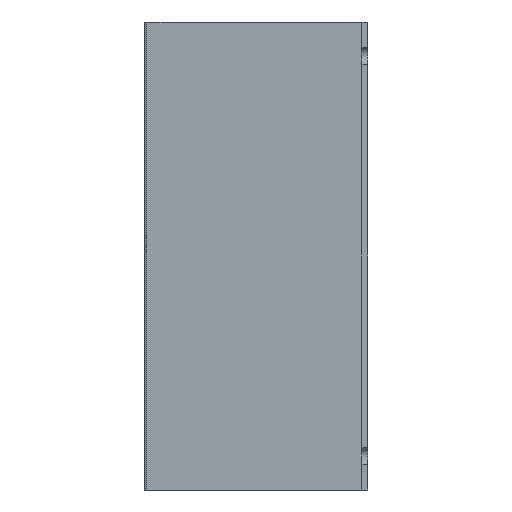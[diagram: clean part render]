
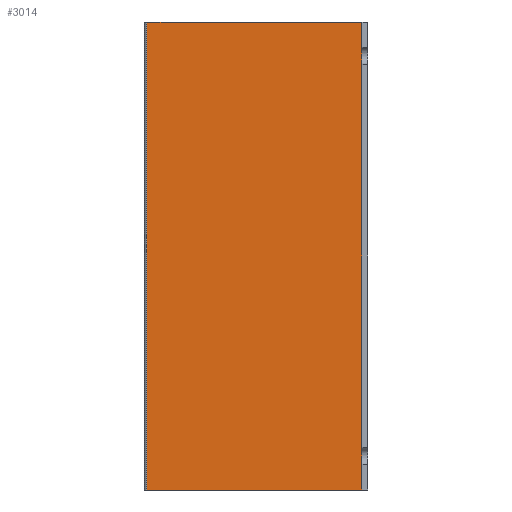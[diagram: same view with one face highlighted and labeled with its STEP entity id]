
A CAD part, left-side view. The second image highlights one B-rep face of the part: STEP entity #3014.
In plain terms, the highlighted planar face has unit normal (-1, 0, 0).
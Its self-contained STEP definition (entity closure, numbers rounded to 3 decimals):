
#86=DIRECTION('',(0.,1.,0.));
#87=VECTOR('',#86,64.176);
#88=CARTESIAN_POINT('',(-50.165,-35.3,69.85));
#89=LINE('',#88,#87);
#457=DIRECTION('',(0.,1.,0.));
#458=VECTOR('',#457,64.176);
#459=CARTESIAN_POINT('',(-50.165,-35.3,-69.85));
#460=LINE('',#459,#458);
#874=DIRECTION('',(0.,0.,-1.));
#875=VECTOR('',#874,139.7);
#876=CARTESIAN_POINT('',(-50.165,28.876,69.85));
#877=LINE('',#876,#875);
#878=DIRECTION('',(0.,0.,-1.));
#879=VECTOR('',#878,139.7);
#880=CARTESIAN_POINT('',(-50.165,-35.3,69.85));
#881=LINE('',#880,#879);
#1856=CARTESIAN_POINT('',(-50.165,-35.3,69.85));
#1857=VERTEX_POINT('',#1856);
#1864=CARTESIAN_POINT('',(-50.165,-35.3,-69.85));
#1865=VERTEX_POINT('',#1864);
#1867=CARTESIAN_POINT('',(-50.165,28.876,-69.85));
#1869=VERTEX_POINT('',#1867);
#1870=CARTESIAN_POINT('',(-50.165,28.876,69.85));
#1871=VERTEX_POINT('',#1870);
#3002=CARTESIAN_POINT('',(-50.165,-35.3,69.85));
#3003=DIRECTION('',(1.,0.,0.));
#3004=DIRECTION('',(0.,1.,0.));
#3005=AXIS2_PLACEMENT_3D('',#3002,#3003,#3004);
#3006=PLANE('',#3005);
#3007=ORIENTED_EDGE('',*,*,#2997,.F.);
#3008=ORIENTED_EDGE('',*,*,#2235,.F.);
#3010=ORIENTED_EDGE('',*,*,#3009,.T.);
#3011=ORIENTED_EDGE('',*,*,#2584,.T.);
#3012=EDGE_LOOP('',(#3007,#3008,#3010,#3011));
#3013=FACE_OUTER_BOUND('',#3012,.F.);
#3014=ADVANCED_FACE('',(#3013),#3006,.F.);
#2235=EDGE_CURVE('',#1857,#1871,#89,.T.);
#2584=EDGE_CURVE('',#1865,#1869,#460,.T.);
#2997=EDGE_CURVE('',#1871,#1869,#877,.T.);
#3009=EDGE_CURVE('',#1857,#1865,#881,.T.);
